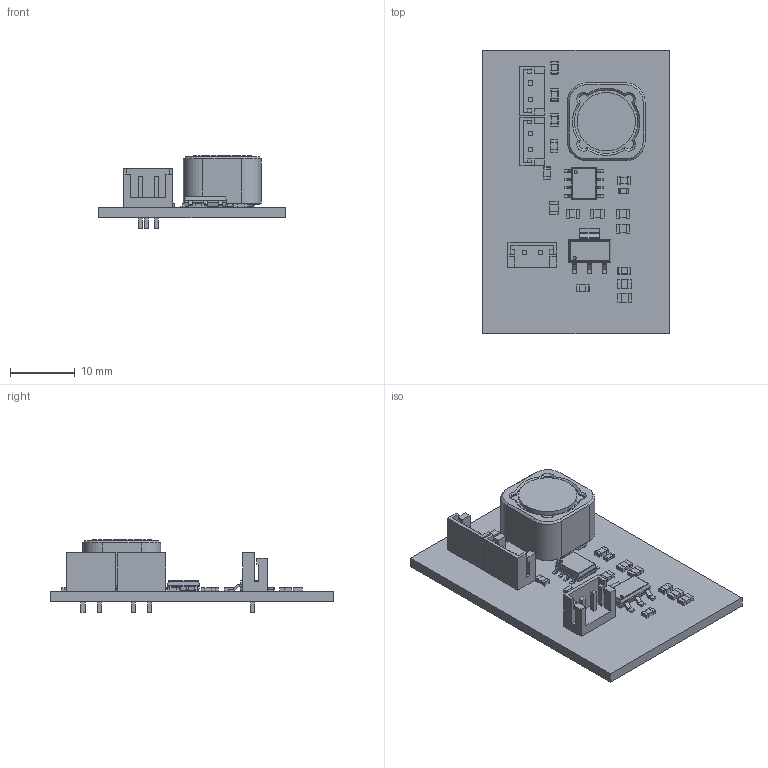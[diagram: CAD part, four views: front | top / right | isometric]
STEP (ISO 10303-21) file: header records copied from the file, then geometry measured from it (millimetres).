
FILE_DESCRIPTION(('for SolidWorks'),'2;1');
FILE_NAME('power layout 02-17.step','2024-02-17T17:25:10',('ellix'),(''), 'Open CASCADE STEP processor 6.6','DipTrace','Unknown');
FILE_SCHEMA(('AUTOMOTIVE_DESIGN { 1 0 10303 214 1 1 1 1 }'));
Length unit declared in the file: millimetre
Products named in the file (9): PCB_power_layout_02-17; Board_power_layout_02-17; 0805_cap; 0805_resistor; AP64500SP-13; B2B-EH-A; inductor_LDNP-470MC; Resistor_0603; AZ1117IH-5.0TRG1
Assembly tree (23 placements, depth 2):
  PCB_power_layout_02-17
    Board_power_layout_02-17
    0805_cap  x8
    0805_resistor  x7
    AP64500SP-13
    B2B-EH-A  x3
    inductor_LDNP-470MC
    Resistor_0603
    AZ1117IH-5.0TRG1
Bounding box: 28.72 x 43.69 x 11.2 mm (x, y, z)
Volume: 2245.6 mm3; surface area: 4751 mm2
Topology: 4 solids, 71 shells, 1051 faces, 2473 edges, 1513 vertices
Faces by surface type: plane 690, cylinder 270, sphere 68, cone 19, torus 4
Full cylindrical faces by diameter (mm): 0.438 x1, 0.487 x1
Entity records: 19187 total; most frequent: CARTESIAN_POINT 2687, DIRECTION 2614, ORIENTED_EDGE 2530, EDGE_CURVE 1265, LINE 982, VECTOR 982, AXIS2_PLACEMENT_3D 816, VERTEX_POINT 809
